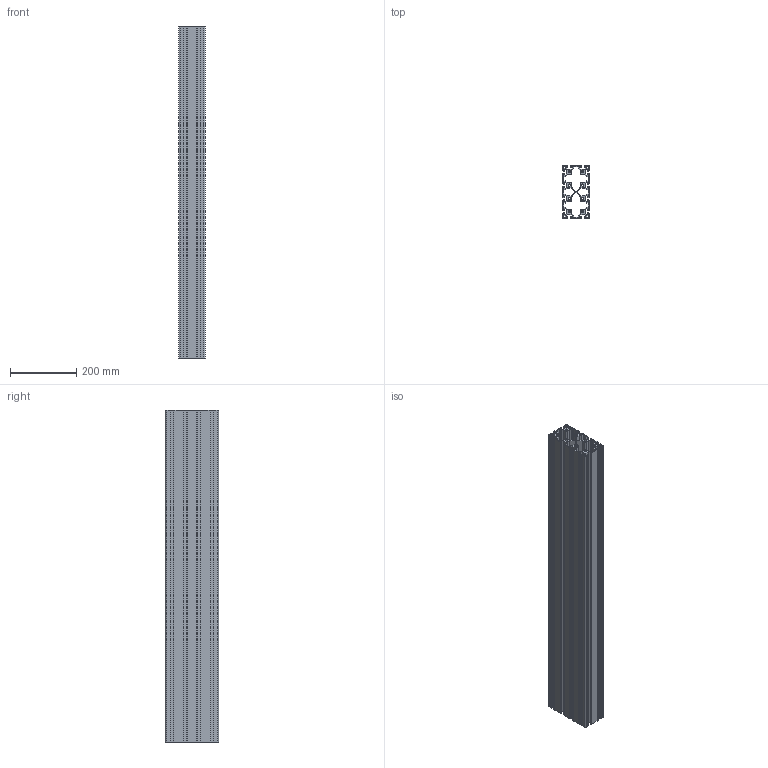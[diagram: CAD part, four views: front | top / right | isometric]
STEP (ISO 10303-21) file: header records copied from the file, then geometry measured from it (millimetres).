
FILE_DESCRIPTION (( 'STEP AP203' ), '1' );
FILE_NAME ('ALF-80160-8B.step', '2024-08-07T10:27:11', ( '' ), ( '' ), 'SwSTEP 2.0', 'SolidWorks 2022', '' );
FILE_SCHEMA (( 'CONFIG_CONTROL_DESIGN' ));
Length unit declared in the file: millimetre
Products named in the file (1): ALF-80160-8B
Bounding box: 80 x 160 x 1000 mm (x, y, z)
Volume: 3285383.4 mm3; surface area: 2064882.3 mm2
Topology: 1 solids, 1 shells, 566 faces, 1692 edges, 1128 vertices
Faces by surface type: plane 306, cylinder 260
Entity records: 19297 total; most frequent: CARTESIAN_POINT 3387, ORIENTED_EDGE 3384, DIRECTION 3346, EDGE_CURVE 1692, VECTOR 1172, LINE 1172, VERTEX_POINT 1128, AXIS2_PLACEMENT_3D 1087
